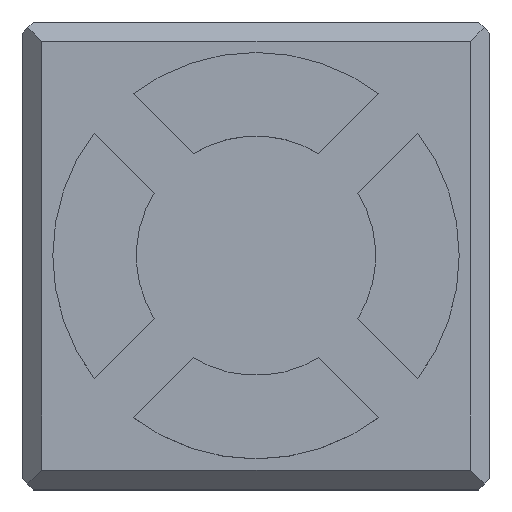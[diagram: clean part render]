
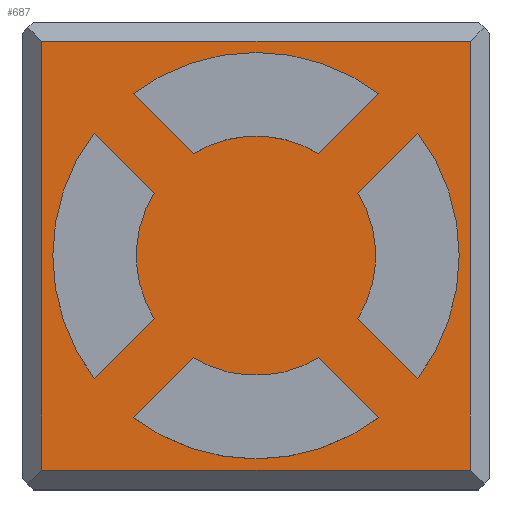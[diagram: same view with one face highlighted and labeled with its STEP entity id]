
A CAD part, top view. The second image highlights one B-rep face of the part: STEP entity #687.
In plain terms, the highlighted planar face has unit normal (0, 0, 1).
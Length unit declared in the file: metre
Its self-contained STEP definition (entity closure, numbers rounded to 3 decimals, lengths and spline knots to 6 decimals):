
#21=LINE('',#1005,#101);
#22=LINE('',#1009,#102);
#23=LINE('',#1010,#103);
#24=LINE('',#1013,#104);
#25=LINE('',#1015,#105);
#26=LINE('',#1017,#106);
#27=LINE('',#1018,#107);
#28=LINE('',#1023,#108);
#29=LINE('',#1026,#109);
#30=LINE('',#1031,#110);
#31=LINE('',#1034,#111);
#32=LINE('',#1039,#112);
#101=VECTOR('',#806,1.);
#102=VECTOR('',#809,1.);
#103=VECTOR('',#810,1.);
#104=VECTOR('',#811,1.);
#105=VECTOR('',#812,1.);
#106=VECTOR('',#813,1.);
#107=VECTOR('',#814,1.);
#108=VECTOR('',#817,1.);
#109=VECTOR('',#820,1.);
#110=VECTOR('',#823,1.);
#111=VECTOR('',#826,1.);
#112=VECTOR('',#829,1.);
#181=ORIENTED_EDGE('',*,*,#377,.F.);
#182=ORIENTED_EDGE('',*,*,#378,.T.);
#183=ORIENTED_EDGE('',*,*,#379,.T.);
#184=ORIENTED_EDGE('',*,*,#380,.F.);
#185=ORIENTED_EDGE('',*,*,#381,.F.);
#186=ORIENTED_EDGE('',*,*,#382,.F.);
#187=ORIENTED_EDGE('',*,*,#383,.F.);
#188=ORIENTED_EDGE('',*,*,#384,.F.);
#189=ORIENTED_EDGE('',*,*,#385,.F.);
#190=ORIENTED_EDGE('',*,*,#386,.F.);
#191=ORIENTED_EDGE('',*,*,#387,.T.);
#192=ORIENTED_EDGE('',*,*,#388,.T.);
#193=ORIENTED_EDGE('',*,*,#389,.F.);
#194=ORIENTED_EDGE('',*,*,#390,.F.);
#195=ORIENTED_EDGE('',*,*,#391,.T.);
#196=ORIENTED_EDGE('',*,*,#392,.T.);
#197=ORIENTED_EDGE('',*,*,#393,.F.);
#198=ORIENTED_EDGE('',*,*,#394,.F.);
#199=ORIENTED_EDGE('',*,*,#395,.T.);
#200=ORIENTED_EDGE('',*,*,#396,.T.);
#377=EDGE_CURVE('',#475,#476,#541,.F.);
#378=EDGE_CURVE('',#475,#477,#21,.T.);
#379=EDGE_CURVE('',#477,#478,#542,.F.);
#380=EDGE_CURVE('',#476,#478,#22,.T.);
#381=EDGE_CURVE('',#479,#480,#23,.T.);
#382=EDGE_CURVE('',#481,#479,#24,.T.);
#383=EDGE_CURVE('',#482,#481,#25,.T.);
#384=EDGE_CURVE('',#480,#482,#26,.T.);
#385=EDGE_CURVE('',#483,#484,#27,.T.);
#386=EDGE_CURVE('',#485,#483,#543,.F.);
#387=EDGE_CURVE('',#485,#486,#28,.T.);
#388=EDGE_CURVE('',#486,#484,#544,.F.);
#389=EDGE_CURVE('',#487,#488,#29,.T.);
#390=EDGE_CURVE('',#489,#487,#545,.F.);
#391=EDGE_CURVE('',#489,#490,#30,.T.);
#392=EDGE_CURVE('',#490,#488,#546,.F.);
#393=EDGE_CURVE('',#491,#492,#31,.T.);
#394=EDGE_CURVE('',#493,#491,#547,.F.);
#395=EDGE_CURVE('',#493,#494,#32,.T.);
#396=EDGE_CURVE('',#494,#492,#548,.F.);
#475=VERTEX_POINT('',#1003);
#476=VERTEX_POINT('',#1004);
#477=VERTEX_POINT('',#1006);
#478=VERTEX_POINT('',#1008);
#479=VERTEX_POINT('',#1011);
#480=VERTEX_POINT('',#1012);
#481=VERTEX_POINT('',#1014);
#482=VERTEX_POINT('',#1016);
#483=VERTEX_POINT('',#1019);
#484=VERTEX_POINT('',#1020);
#485=VERTEX_POINT('',#1022);
#486=VERTEX_POINT('',#1024);
#487=VERTEX_POINT('',#1027);
#488=VERTEX_POINT('',#1028);
#489=VERTEX_POINT('',#1030);
#490=VERTEX_POINT('',#1032);
#491=VERTEX_POINT('',#1035);
#492=VERTEX_POINT('',#1036);
#493=VERTEX_POINT('',#1038);
#494=VERTEX_POINT('',#1040);
#541=CIRCLE('',#742,0.0043);
#542=CIRCLE('',#743,0.0073);
#543=CIRCLE('',#744,0.0043);
#544=CIRCLE('',#745,0.0073);
#545=CIRCLE('',#746,0.0043);
#546=CIRCLE('',#747,0.0073);
#547=CIRCLE('',#748,0.0043);
#548=CIRCLE('',#749,0.0073);
#559=EDGE_LOOP('',(#181,#182,#183,#184));
#560=EDGE_LOOP('',(#185,#186,#187,#188));
#561=EDGE_LOOP('',(#189,#190,#191,#192));
#562=EDGE_LOOP('',(#193,#194,#195,#196));
#563=EDGE_LOOP('',(#197,#198,#199,#200));
#607=FACE_BOUND('',#559,.T.);
#608=FACE_BOUND('',#560,.T.);
#609=FACE_BOUND('',#561,.T.);
#610=FACE_BOUND('',#562,.T.);
#611=FACE_BOUND('',#563,.T.);
#655=PLANE('',#741);
#687=ADVANCED_FACE('',(#607,#608,#609,#610,#611),#655,.T.);
#741=AXIS2_PLACEMENT_3D('',#1001,#802,#803);
#742=AXIS2_PLACEMENT_3D('',#1002,#804,#805);
#743=AXIS2_PLACEMENT_3D('',#1007,#807,#808);
#744=AXIS2_PLACEMENT_3D('',#1021,#815,#816);
#745=AXIS2_PLACEMENT_3D('',#1025,#818,#819);
#746=AXIS2_PLACEMENT_3D('',#1029,#821,#822);
#747=AXIS2_PLACEMENT_3D('',#1033,#824,#825);
#748=AXIS2_PLACEMENT_3D('',#1037,#827,#828);
#749=AXIS2_PLACEMENT_3D('',#1041,#830,#831);
#802=DIRECTION('',(0.,0.,1.));
#803=DIRECTION('',(1.,0.,0.));
#804=DIRECTION('',(0.,0.,1.));
#805=DIRECTION('',(1.,0.,0.));
#806=DIRECTION('',(0.707,0.707,0.));
#807=DIRECTION('',(0.,0.,1.));
#808=DIRECTION('',(1.,0.,0.));
#809=DIRECTION('',(0.707,-0.707,0.));
#810=DIRECTION('',(-1.,0.,0.));
#811=DIRECTION('',(0.,-1.,0.));
#812=DIRECTION('',(1.,0.,0.));
#813=DIRECTION('',(0.,1.,0.));
#814=DIRECTION('',(-0.707,-0.707,0.));
#815=DIRECTION('',(0.,0.,1.));
#816=DIRECTION('',(1.,0.,0.));
#817=DIRECTION('',(0.707,-0.707,0.));
#818=DIRECTION('',(0.,0.,1.));
#819=DIRECTION('',(1.,0.,0.));
#820=DIRECTION('',(-0.707,0.707,0.));
#821=DIRECTION('',(0.,0.,1.));
#822=DIRECTION('',(1.,0.,0.));
#823=DIRECTION('',(-0.707,-0.707,0.));
#824=DIRECTION('',(0.,0.,1.));
#825=DIRECTION('',(1.,0.,0.));
#826=DIRECTION('',(0.707,0.707,0.));
#827=DIRECTION('',(0.,0.,1.));
#828=DIRECTION('',(1.,0.,0.));
#829=DIRECTION('',(-0.707,0.707,0.));
#830=DIRECTION('',(0.,0.,1.));
#831=DIRECTION('',(1.,0.,0.));
#1001=CARTESIAN_POINT('',(0.12112,-0.076284,0.0211));
#1002=CARTESIAN_POINT('',(0.12112,-0.0788,0.0211));
#1003=CARTESIAN_POINT('',(0.124784,-0.07655,0.0211));
#1004=CARTESIAN_POINT('',(0.124784,-0.08105,0.0211));
#1005=CARTESIAN_POINT('',(0.125862,-0.075472,0.0211));
#1006=CARTESIAN_POINT('',(0.12694,-0.074394,0.0211));
#1007=CARTESIAN_POINT('',(0.12112,-0.0788,0.0211));
#1008=CARTESIAN_POINT('',(0.12694,-0.083206,0.0211));
#1009=CARTESIAN_POINT('',(0.125862,-0.082128,0.0211));
#1010=CARTESIAN_POINT('',(0.11272,-0.0865,0.0211));
#1011=CARTESIAN_POINT('',(0.12882,-0.0865,0.0211));
#1012=CARTESIAN_POINT('',(0.11342,-0.0865,0.0211));
#1013=CARTESIAN_POINT('',(0.12882,-0.0872,0.0211));
#1014=CARTESIAN_POINT('',(0.12882,-0.0711,0.0211));
#1015=CARTESIAN_POINT('',(0.12112,-0.0711,0.0211));
#1016=CARTESIAN_POINT('',(0.11342,-0.0711,0.0211));
#1017=CARTESIAN_POINT('',(0.11342,-0.076284,0.0211));
#1018=CARTESIAN_POINT('',(0.117792,-0.083542,0.0211));
#1019=CARTESIAN_POINT('',(0.11887,-0.082464,0.0211));
#1020=CARTESIAN_POINT('',(0.116714,-0.08462,0.0211));
#1021=CARTESIAN_POINT('',(0.12112,-0.0788,0.0211));
#1022=CARTESIAN_POINT('',(0.12337,-0.082464,0.0211));
#1023=CARTESIAN_POINT('',(0.124448,-0.083542,0.0211));
#1024=CARTESIAN_POINT('',(0.125526,-0.08462,0.0211));
#1025=CARTESIAN_POINT('',(0.12112,-0.0788,0.0211));
#1026=CARTESIAN_POINT('',(0.116378,-0.075472,0.0211));
#1027=CARTESIAN_POINT('',(0.117456,-0.07655,0.0211));
#1028=CARTESIAN_POINT('',(0.1153,-0.074394,0.0211));
#1029=CARTESIAN_POINT('',(0.12112,-0.0788,0.0211));
#1030=CARTESIAN_POINT('',(0.117456,-0.08105,0.0211));
#1031=CARTESIAN_POINT('',(0.116378,-0.082128,0.0211));
#1032=CARTESIAN_POINT('',(0.1153,-0.083206,0.0211));
#1033=CARTESIAN_POINT('',(0.12112,-0.0788,0.0211));
#1034=CARTESIAN_POINT('',(0.124448,-0.074058,0.0211));
#1035=CARTESIAN_POINT('',(0.12337,-0.075136,0.0211));
#1036=CARTESIAN_POINT('',(0.125526,-0.07298,0.0211));
#1037=CARTESIAN_POINT('',(0.12112,-0.0788,0.0211));
#1038=CARTESIAN_POINT('',(0.11887,-0.075136,0.0211));
#1039=CARTESIAN_POINT('',(0.117792,-0.074058,0.0211));
#1040=CARTESIAN_POINT('',(0.116714,-0.07298,0.0211));
#1041=CARTESIAN_POINT('',(0.12112,-0.0788,0.0211));
